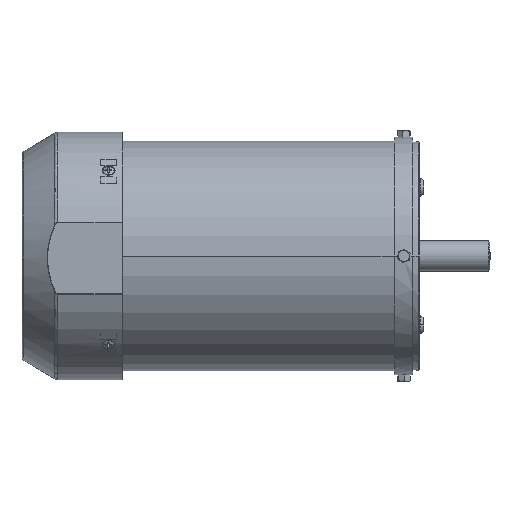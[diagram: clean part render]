
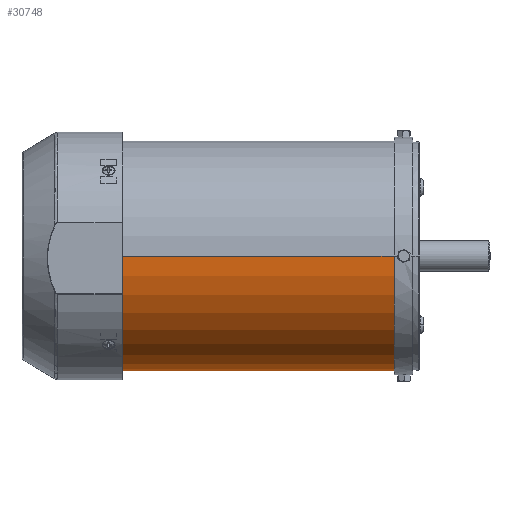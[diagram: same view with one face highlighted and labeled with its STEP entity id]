
A CAD part, front view. The second image highlights one B-rep face of the part: STEP entity #30748.
In plain terms, the highlighted cylindrical face has radius 108.5 mm (diameter 217 mm), a partial arc.
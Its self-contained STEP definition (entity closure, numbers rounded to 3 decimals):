
#30353=CARTESIAN_POINT('Vertex',(260.,108.5,0.)) ;
#30355=CARTESIAN_POINT('Vertex',(260.,-108.5,0.)) ;
#30358=CARTESIAN_POINT('Axis2P3D Location',(260.,0.,0.)) ;
#30506=CARTESIAN_POINT('Vertex',(80.,108.5,0.)) ;
#30510=CARTESIAN_POINT('Control Point',(74.145,107.575,-14.139)) ;
#30511=CARTESIAN_POINT('Control Point',(74.461,107.616,-13.824)) ;
#30512=CARTESIAN_POINT('Control Point',(74.766,107.658,-13.5)) ;
#30513=CARTESIAN_POINT('Control Point',(75.057,107.698,-13.175)) ;
#30514=CARTESIAN_POINT('Control Point',(75.615,107.777,-12.516)) ;
#30515=CARTESIAN_POINT('Control Point',(76.136,107.854,-11.828)) ;
#30516=CARTESIAN_POINT('Control Point',(76.39,107.892,-11.475)) ;
#30517=CARTESIAN_POINT('Control Point',(76.881,107.968,-10.747)) ;
#30518=CARTESIAN_POINT('Control Point',(77.333,108.04,-9.992)) ;
#30519=CARTESIAN_POINT('Control Point',(77.547,108.074,-9.613)) ;
#30520=CARTESIAN_POINT('Control Point',(77.957,108.142,-8.833)) ;
#30521=CARTESIAN_POINT('Control Point',(78.325,108.203,-8.031)) ;
#30522=CARTESIAN_POINT('Control Point',(78.485,108.231,-7.656)) ;
#30523=CARTESIAN_POINT('Control Point',(78.887,108.3,-6.636)) ;
#30524=CARTESIAN_POINT('Control Point',(79.219,108.358,-5.593)) ;
#30525=CARTESIAN_POINT('Control Point',(79.391,108.389,-4.964)) ;
#30526=CARTESIAN_POINT('Control Point',(79.585,108.424,-4.118)) ;
#30527=CARTESIAN_POINT('Control Point',(79.734,108.451,-3.26)) ;
#30528=CARTESIAN_POINT('Control Point',(79.768,108.458,-3.047)) ;
#30529=CARTESIAN_POINT('Control Point',(79.875,108.477,-2.316)) ;
#30530=CARTESIAN_POINT('Control Point',(79.948,108.49,-1.58)) ;
#30531=CARTESIAN_POINT('Control Point',(79.983,108.497,-1.038)) ;
#30532=CARTESIAN_POINT('Control Point',(80.,108.5,-0.519)) ;
#30533=CARTESIAN_POINT('Control Point',(80.,108.5,0.)) ;
#30534=CARTESIAN_POINT('Vertex',(74.145,107.575,-14.139)) ;
#30538=CARTESIAN_POINT('Control Point',(60.,106.641,-20.)) ;
#30539=CARTESIAN_POINT('Control Point',(61.081,106.641,-20.)) ;
#30540=CARTESIAN_POINT('Control Point',(62.17,106.655,-19.927)) ;
#30541=CARTESIAN_POINT('Control Point',(63.253,106.682,-19.778)) ;
#30542=CARTESIAN_POINT('Control Point',(64.95,106.747,-19.428)) ;
#30543=CARTESIAN_POINT('Control Point',(66.594,106.842,-18.898)) ;
#30544=CARTESIAN_POINT('Control Point',(67.226,106.883,-18.666)) ;
#30545=CARTESIAN_POINT('Control Point',(68.241,106.956,-18.244)) ;
#30546=CARTESIAN_POINT('Control Point',(69.225,107.038,-17.754)) ;
#30547=CARTESIAN_POINT('Control Point',(69.562,107.067,-17.575)) ;
#30548=CARTESIAN_POINT('Control Point',(70.331,107.138,-17.139)) ;
#30549=CARTESIAN_POINT('Control Point',(71.074,107.213,-16.663)) ;
#30550=CARTESIAN_POINT('Control Point',(71.435,107.251,-16.418)) ;
#30551=CARTESIAN_POINT('Control Point',(72.221,107.337,-15.851)) ;
#30552=CARTESIAN_POINT('Control Point',(72.972,107.426,-15.236)) ;
#30553=CARTESIAN_POINT('Control Point',(73.375,107.475,-14.884)) ;
#30554=CARTESIAN_POINT('Control Point',(73.767,107.525,-14.518)) ;
#30555=CARTESIAN_POINT('Control Point',(74.145,107.575,-14.139)) ;
#30556=CARTESIAN_POINT('Vertex',(60.,106.641,-20.)) ;
#30602=CARTESIAN_POINT('Vertex',(40.,108.5,0.)) ;
#30635=CARTESIAN_POINT('Control Point',(40.,108.5,0.)) ;
#30636=CARTESIAN_POINT('Control Point',(40.,108.5,-1.091)) ;
#30637=CARTESIAN_POINT('Control Point',(40.074,108.486,-2.175)) ;
#30638=CARTESIAN_POINT('Control Point',(40.221,108.459,-3.25)) ;
#30639=CARTESIAN_POINT('Control Point',(40.528,108.403,-4.735)) ;
#30640=CARTESIAN_POINT('Control Point',(40.974,108.325,-6.188)) ;
#30641=CARTESIAN_POINT('Control Point',(41.117,108.299,-6.612)) ;
#30642=CARTESIAN_POINT('Control Point',(41.416,108.248,-7.423)) ;
#30643=CARTESIAN_POINT('Control Point',(41.757,108.19,-8.214)) ;
#30644=CARTESIAN_POINT('Control Point',(41.953,108.157,-8.636)) ;
#30645=CARTESIAN_POINT('Control Point',(42.339,108.093,-9.409)) ;
#30646=CARTESIAN_POINT('Control Point',(42.765,108.024,-10.161)) ;
#30647=CARTESIAN_POINT('Control Point',(42.991,107.988,-10.534)) ;
#30648=CARTESIAN_POINT('Control Point',(43.344,107.933,-11.085)) ;
#30649=CARTESIAN_POINT('Control Point',(43.721,107.876,-11.621)) ;
#30650=CARTESIAN_POINT('Control Point',(43.848,107.857,-11.798)) ;
#30651=CARTESIAN_POINT('Control Point',(44.243,107.798,-12.33)) ;
#30652=CARTESIAN_POINT('Control Point',(44.661,107.738,-12.845)) ;
#30653=CARTESIAN_POINT('Control Point',(44.926,107.7,-13.156)) ;
#30654=CARTESIAN_POINT('Control Point',(45.81,107.578,-14.135)) ;
#30655=CARTESIAN_POINT('Control Point',(46.769,107.456,-15.036)) ;
#30656=CARTESIAN_POINT('Control Point',(47.437,107.375,-15.599)) ;
#30657=CARTESIAN_POINT('Control Point',(48.311,107.277,-16.257)) ;
#30658=CARTESIAN_POINT('Control Point',(49.231,107.183,-16.855)) ;
#30659=CARTESIAN_POINT('Control Point',(49.416,107.164,-16.972)) ;
#30660=CARTESIAN_POINT('Control Point',(50.158,107.092,-17.427)) ;
#30661=CARTESIAN_POINT('Control Point',(50.922,107.024,-17.839)) ;
#30662=CARTESIAN_POINT('Control Point',(51.523,106.975,-18.132)) ;
#30663=CARTESIAN_POINT('Control Point',(52.514,106.9,-18.566)) ;
#30664=CARTESIAN_POINT('Control Point',(53.533,106.835,-18.933)) ;
#30665=CARTESIAN_POINT('Control Point',(53.945,106.811,-19.069)) ;
#30666=CARTESIAN_POINT('Control Point',(54.782,106.766,-19.32)) ;
#30667=CARTESIAN_POINT('Control Point',(55.635,106.729,-19.525)) ;
#30668=CARTESIAN_POINT('Control Point',(56.047,106.713,-19.613)) ;
#30669=CARTESIAN_POINT('Control Point',(57.09,106.677,-19.805)) ;
#30670=CARTESIAN_POINT('Control Point',(58.142,106.654,-19.928)) ;
#30671=CARTESIAN_POINT('Control Point',(58.76,106.645,-19.976)) ;
#30672=CARTESIAN_POINT('Control Point',(59.38,106.641,-20.)) ;
#30673=CARTESIAN_POINT('Control Point',(60.,106.641,-20.)) ;
#30695=CARTESIAN_POINT('Vertex',(0.,108.5,0.)) ;
#30697=CARTESIAN_POINT('Vertex',(0.,-108.5,0.)) ;
#30700=CARTESIAN_POINT('Line Origine',(260.,-108.5,0.)) ;
#30705=CARTESIAN_POINT('Line Origine',(260.,108.5,0.)) ;
#30710=CARTESIAN_POINT('Line Origine',(260.,108.5,0.)) ;
#30728=CARTESIAN_POINT('Axis2P3D Location',(260.,0.,0.)) ;
#30733=CARTESIAN_POINT('Axis2P3D Location',(0.,0.,0.)) ;
#30359=DIRECTION('Axis2P3D Direction',(1.,0.,-0.)) ;
#30701=DIRECTION('Vector Direction',(1.,0.,0.)) ;
#30706=DIRECTION('Vector Direction',(1.,0.,0.)) ;
#30711=DIRECTION('Vector Direction',(1.,0.,0.)) ;
#30729=DIRECTION('Axis2P3D Direction',(1.,0.,-0.)) ;
#30730=DIRECTION('Axis2P3D XDirection',(0.,-1.,0.)) ;
#30734=DIRECTION('Axis2P3D Direction',(1.,0.,-0.)) ;
#30360=AXIS2_PLACEMENT_3D('Circle Axis2P3D',#30358,#30359,$) ;
#30731=AXIS2_PLACEMENT_3D('Cylinder Axis2P3D',#30728,#30729,#30730) ;
#30735=AXIS2_PLACEMENT_3D('Circle Axis2P3D',#30733,#30734,$) ;
#30739=ORIENTED_EDGE('',*,*,#30704,.F.) ;
#30740=ORIENTED_EDGE('',*,*,#30737,.T.) ;
#30741=ORIENTED_EDGE('',*,*,#30714,.T.) ;
#30742=ORIENTED_EDGE('',*,*,#30674,.T.) ;
#30743=ORIENTED_EDGE('',*,*,#30558,.T.) ;
#30744=ORIENTED_EDGE('',*,*,#30536,.T.) ;
#30745=ORIENTED_EDGE('',*,*,#30709,.T.) ;
#30746=ORIENTED_EDGE('',*,*,#30362,.F.) ;
#30702=VECTOR('Line Direction',#30701,1.) ;
#30707=VECTOR('Line Direction',#30706,1.) ;
#30712=VECTOR('Line Direction',#30711,1.) ;
#30748=ADVANCED_FACE('\X2\00BE\X0\\X2\00B5\X0\\X2\00CF\X0\\X2\00F2\X0\3',(#30747),#30732,.T.) ;
#30509=B_SPLINE_CURVE_WITH_KNOTS('',5,(#30510,#30511,#30512,#30513,#30514,#30515,#30516,#30517,#30518,#30519,#30520,#30521,#30522,#30523,#30524,#30525,#30526,#30527,#30528,#30529,#30530,#30531,#30532,#30533),.UNSPECIFIED.,.F.,.U.,(6,3,3,3,3,3,3,6),(0.,3.156,6.312,9.4,12.547,17.173,18.702,22.379),.UNSPECIFIED.) ;
#30537=B_SPLINE_CURVE_WITH_KNOTS('',5,(#30538,#30539,#30540,#30541,#30542,#30543,#30544,#30545,#30546,#30547,#30548,#30549,#30550,#30551,#30552,#30553,#30554,#30555),.UNSPECIFIED.,.F.,.U.,(6,3,3,3,3,6),(0.,7.667,12.263,15.437,18.541,22.334),.UNSPECIFIED.) ;
#30634=B_SPLINE_CURVE_WITH_KNOTS('',5,(#30635,#30636,#30637,#30638,#30639,#30640,#30641,#30642,#30643,#30644,#30645,#30646,#30647,#30648,#30649,#30650,#30651,#30652,#30653,#30654,#30655,#30656,#30657,#30658,#30659,#30660,#30661,#30662,#30663,#30664,#30665,#30666,#30667,#30668,#30669,#30670,#30671,#30672,#30673),.UNSPECIFIED.,.F.,.U.,(6,3,3,3,3,3,3,3,3,3,3,3,6),(0.,7.677,10.741,13.779,16.883,18.427,21.572,27.789,29.334,33.947,37.023,40.127,44.522),.UNSPECIFIED.) ;
#30361=CIRCLE('generated circle',#30360,108.5) ;
#30736=CIRCLE('generated circle',#30735,108.5) ;
#30732=CYLINDRICAL_SURFACE('generated cylinder',#30731,108.5) ;
#30362=EDGE_CURVE('',#30356,#30354,#30361,.T.) ;
#30536=EDGE_CURVE('',#30535,#30507,#30509,.T.) ;
#30558=EDGE_CURVE('',#30557,#30535,#30537,.T.) ;
#30674=EDGE_CURVE('',#30603,#30557,#30634,.T.) ;
#30704=EDGE_CURVE('',#30698,#30356,#30703,.T.) ;
#30709=EDGE_CURVE('',#30507,#30354,#30708,.T.) ;
#30714=EDGE_CURVE('',#30696,#30603,#30713,.T.) ;
#30737=EDGE_CURVE('',#30698,#30696,#30736,.T.) ;
#30738=EDGE_LOOP('',(#30739,#30740,#30741,#30742,#30743,#30744,#30745,#30746)) ;
#30747=FACE_OUTER_BOUND('',#30738,.T.) ;
#30703=LINE('Line',#30700,#30702) ;
#30708=LINE('Line',#30705,#30707) ;
#30713=LINE('Line',#30710,#30712) ;
#30354=VERTEX_POINT('',#30353) ;
#30356=VERTEX_POINT('',#30355) ;
#30507=VERTEX_POINT('',#30506) ;
#30535=VERTEX_POINT('',#30534) ;
#30557=VERTEX_POINT('',#30556) ;
#30603=VERTEX_POINT('',#30602) ;
#30696=VERTEX_POINT('',#30695) ;
#30698=VERTEX_POINT('',#30697) ;
